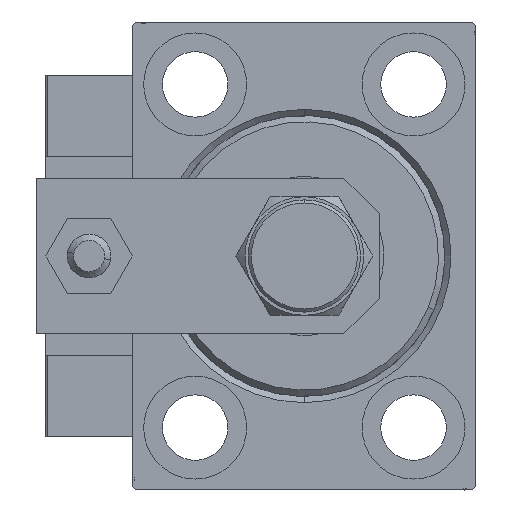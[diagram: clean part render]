
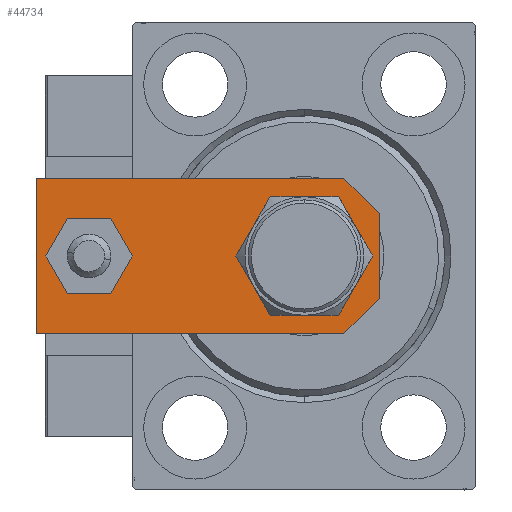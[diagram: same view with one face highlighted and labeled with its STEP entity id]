
A CAD part, left-side view. The second image highlights one B-rep face of the part: STEP entity #44734.
In plain terms, the highlighted face is planar.
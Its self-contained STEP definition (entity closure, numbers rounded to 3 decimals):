
#486 = ORIENTED_EDGE ( 'NONE', *, *, #6096, .T. ) ;
#1448 = AXIS2_PLACEMENT_3D ( 'NONE', #10050, #37406, #25915 ) ;
#1453 = CARTESIAN_POINT ( 'NONE',  ( -12.5, 5.66, 6. ) ) ;
#1468 = ORIENTED_EDGE ( 'NONE', *, *, #45695, .F. ) ;
#2679 = CARTESIAN_POINT ( 'NONE',  ( -12.5, 0., 6. ) ) ;
#3639 = VECTOR ( 'NONE', #20553, 1000. ) ;
#3917 = VERTEX_POINT ( 'NONE', #16815 ) ;
#3948 = VERTEX_POINT ( 'NONE', #32705 ) ;
#3967 = CARTESIAN_POINT ( 'NONE',  ( 0., 0., 6. ) ) ;
#4699 = CARTESIAN_POINT ( 'NONE',  ( -12.5, 55., 6. ) ) ;
#5148 = EDGE_CURVE ( 'NONE', #11407, #9903, #19266, .T. ) ;
#5690 = DIRECTION ( 'NONE',  ( 0., 0., 1. ) ) ;
#6096 = EDGE_CURVE ( 'NONE', #13120, #39031, #44216, .T. ) ;
#6842 = CARTESIAN_POINT ( 'NONE',  ( 12.5, 55., 6. ) ) ;
#7186 = EDGE_LOOP ( 'NONE', ( #36350, #1468 ) ) ;
#7302 = AXIS2_PLACEMENT_3D ( 'NONE', #14310, #38272, #46366 ) ;
#7353 = CARTESIAN_POINT ( 'NONE',  ( 12.5, 0., 6. ) ) ;
#7639 = LINE ( 'NONE', #11541, #13243 ) ;
#8576 = DIRECTION ( 'NONE',  ( -1., 0., 0. ) ) ;
#8970 = CARTESIAN_POINT ( 'NONE',  ( 0., 12., 6. ) ) ;
#9631 = CARTESIAN_POINT ( 'NONE',  ( -3.42, -3.42, 6. ) ) ;
#9903 = VERTEX_POINT ( 'NONE', #31437 ) ;
#10050 = CARTESIAN_POINT ( 'NONE',  ( 0., 12., 6. ) ) ;
#10385 = VERTEX_POINT ( 'NONE', #40938 ) ;
#11300 = FACE_BOUND ( 'NONE', #13904, .T. ) ;
#11367 = ORIENTED_EDGE ( 'NONE', *, *, #25305, .T. ) ;
#11407 = VERTEX_POINT ( 'NONE', #48855 ) ;
#11541 = CARTESIAN_POINT ( 'NONE',  ( 3.42, -3.42, 6. ) ) ;
#12613 = VECTOR ( 'NONE', #24390, 1000. ) ;
#12907 = VERTEX_POINT ( 'NONE', #6842 ) ;
#13061 = AXIS2_PLACEMENT_3D ( 'NONE', #3967, #43352, #23515 ) ;
#13120 = VERTEX_POINT ( 'NONE', #4699 ) ;
#13243 = VECTOR ( 'NONE', #16203, 1000. ) ;
#13904 = EDGE_LOOP ( 'NONE', ( #36386, #42868 ) ) ;
#14310 = CARTESIAN_POINT ( 'NONE',  ( 0., 46.5, 6. ) ) ;
#14543 = EDGE_CURVE ( 'NONE', #39031, #3917, #29396, .T. ) ;
#15239 = VERTEX_POINT ( 'NONE', #38328 ) ;
#16203 = DIRECTION ( 'NONE',  ( 0.707, 0.707, 0. ) ) ;
#16638 = CARTESIAN_POINT ( 'NONE',  ( 12.5, 55., 6. ) ) ;
#16815 = CARTESIAN_POINT ( 'NONE',  ( -6.84, 0., 6. ) ) ;
#17328 = VECTOR ( 'NONE', #8576, 1000. ) ;
#17636 = AXIS2_PLACEMENT_3D ( 'NONE', #8970, #27965, #44404 ) ;
#18992 = EDGE_LOOP ( 'NONE', ( #486, #39917, #49516, #19949, #11367, #29700 ) ) ;
#19080 = EDGE_CURVE ( 'NONE', #3948, #33436, #38753, .T. ) ;
#19266 = CIRCLE ( 'NONE', #17636, 8.25 ) ;
#19949 = ORIENTED_EDGE ( 'NONE', *, *, #30700, .T. ) ;
#20553 = DIRECTION ( 'NONE',  ( 0.707, -0.707, 0. ) ) ;
#23515 = DIRECTION ( 'NONE',  ( 1., 0., 0. ) ) ;
#23523 = EDGE_CURVE ( 'NONE', #33436, #3948, #29758, .T. ) ;
#23909 = CIRCLE ( 'NONE', #1448, 8.25 ) ;
#24390 = DIRECTION ( 'NONE',  ( 0., -1., 0. ) ) ;
#25305 = EDGE_CURVE ( 'NONE', #10385, #12907, #50364, .T. ) ;
#25915 = DIRECTION ( 'NONE',  ( 1., 0., 0. ) ) ;
#26649 = DIRECTION ( 'NONE',  ( 1., 0., 0. ) ) ;
#27426 = PLANE ( 'NONE',  #13061 ) ;
#27965 = DIRECTION ( 'NONE',  ( 0., 0., 1. ) ) ;
#29396 = LINE ( 'NONE', #9631, #3639 ) ;
#29700 = ORIENTED_EDGE ( 'NONE', *, *, #51247, .T. ) ;
#29758 = CIRCLE ( 'NONE', #7302, 4. ) ;
#30700 = EDGE_CURVE ( 'NONE', #15239, #10385, #7639, .T. ) ;
#31290 = DIRECTION ( 'NONE',  ( 0., 1., 0. ) ) ;
#31437 = CARTESIAN_POINT ( 'NONE',  ( 8.25, 12., 6. ) ) ;
#32705 = CARTESIAN_POINT ( 'NONE',  ( 4., 46.5, 6. ) ) ;
#33300 = CARTESIAN_POINT ( 'NONE',  ( 0., 46.5, 6. ) ) ;
#33436 = VERTEX_POINT ( 'NONE', #46212 ) ;
#35528 = EDGE_CURVE ( 'NONE', #3917, #15239, #38390, .T. ) ;
#36159 = VECTOR ( 'NONE', #26649, 1000. ) ;
#36350 = ORIENTED_EDGE ( 'NONE', *, *, #5148, .F. ) ;
#36386 = ORIENTED_EDGE ( 'NONE', *, *, #23523, .F. ) ;
#37406 = DIRECTION ( 'NONE',  ( 0., 0., 1. ) ) ;
#38272 = DIRECTION ( 'NONE',  ( 0., 0., 1. ) ) ;
#38328 = CARTESIAN_POINT ( 'NONE',  ( 6.84, 0., 6. ) ) ;
#38390 = LINE ( 'NONE', #2679, #36159 ) ;
#38753 = CIRCLE ( 'NONE', #45480, 4. ) ;
#39031 = VERTEX_POINT ( 'NONE', #1453 ) ;
#39680 = FACE_BOUND ( 'NONE', #7186, .T. ) ;
#39683 = VECTOR ( 'NONE', #31290, 1000. ) ;
#39917 = ORIENTED_EDGE ( 'NONE', *, *, #14543, .T. ) ;
#40036 = CARTESIAN_POINT ( 'NONE',  ( -12.5, 55., 6. ) ) ;
#40938 = CARTESIAN_POINT ( 'NONE',  ( 12.5, 5.66, 6. ) ) ;
#42868 = ORIENTED_EDGE ( 'NONE', *, *, #19080, .F. ) ;
#43352 = DIRECTION ( 'NONE',  ( 0., 0., 1. ) ) ;
#44216 = LINE ( 'NONE', #40036, #12613 ) ;
#44270 = LINE ( 'NONE', #16638, #17328 ) ;
#44404 = DIRECTION ( 'NONE',  ( 1., 0., 0. ) ) ;
#44734 = ADVANCED_FACE ( 'NONE', ( #11300, #47785, #39680 ), #27426, .T. ) ;
#45480 = AXIS2_PLACEMENT_3D ( 'NONE', #33300, #5690, #49231 ) ;
#45695 = EDGE_CURVE ( 'NONE', #9903, #11407, #23909, .T. ) ;
#46212 = CARTESIAN_POINT ( 'NONE',  ( -4., 46.5, 6. ) ) ;
#46366 = DIRECTION ( 'NONE',  ( 1., 0., 0. ) ) ;
#47785 = FACE_OUTER_BOUND ( 'NONE', #18992, .T. ) ;
#48855 = CARTESIAN_POINT ( 'NONE',  ( -8.25, 12., 6. ) ) ;
#49231 = DIRECTION ( 'NONE',  ( 1., 0., 0. ) ) ;
#49516 = ORIENTED_EDGE ( 'NONE', *, *, #35528, .T. ) ;
#50364 = LINE ( 'NONE', #7353, #39683 ) ;
#51247 = EDGE_CURVE ( 'NONE', #12907, #13120, #44270, .T. ) ;
